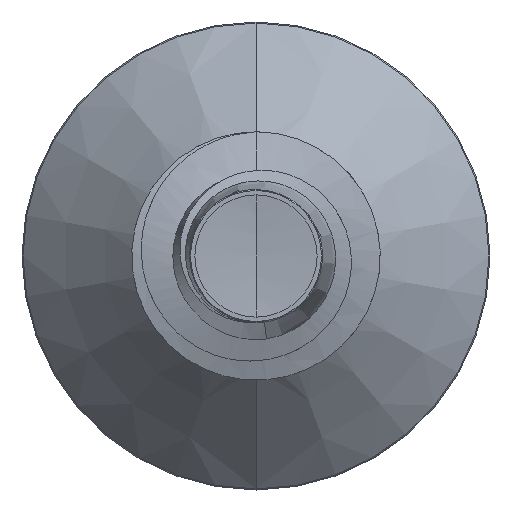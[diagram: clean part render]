
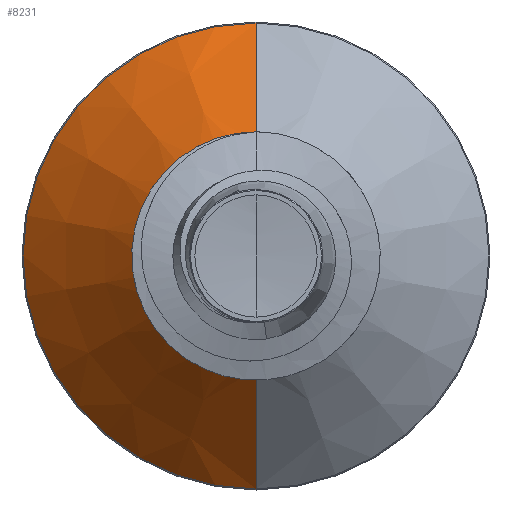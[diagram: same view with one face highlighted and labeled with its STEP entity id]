
A CAD part, front view. The second image highlights one B-rep face of the part: STEP entity #8231.
In plain terms, the highlighted conical face has half-angle 45 degrees and reference radius 2.744 mm.
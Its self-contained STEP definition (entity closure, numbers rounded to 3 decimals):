
#17 = AXIS2_PLACEMENT_3D ( 'NONE', #6897, #6783, #6836 ) ;
#226 = VECTOR ( 'NONE', #10846, 1000. ) ;
#656 = CIRCLE ( 'NONE', #6922, 5.624 ) ;
#770 = CARTESIAN_POINT ( 'NONE',  ( 0., 5.245, -2.745 ) ) ;
#800 = VERTEX_POINT ( 'NONE', #4927 ) ;
#1480 = ORIENTED_EDGE ( 'NONE', *, *, #2022, .T. ) ;
#2022 = EDGE_CURVE ( 'NONE', #6174, #9423, #7029, .T. ) ;
#2447 = DIRECTION ( 'NONE',  ( 0., 0.707, -0.707 ) ) ;
#2724 = CARTESIAN_POINT ( 'NONE',  ( 0., 5.245, -2.745 ) ) ;
#2803 = ORIENTED_EDGE ( 'NONE', *, *, #8475, .F. ) ;
#2858 = CARTESIAN_POINT ( 'NONE',  ( 0., 5.245, 0. ) ) ;
#2937 = DIRECTION ( 'NONE',  ( 0., 0., 1. ) ) ;
#2952 = DIRECTION ( 'NONE',  ( 0., 1., 0. ) ) ;
#3013 = EDGE_LOOP ( 'NONE', ( #7627, #1480, #9311, #2803 ) ) ;
#3033 = DIRECTION ( 'NONE',  ( 0., 0., 1. ) ) ;
#3053 = DIRECTION ( 'NONE',  ( 0., 1., 0. ) ) ;
#3068 = CARTESIAN_POINT ( 'NONE',  ( 0., 8.124, 0. ) ) ;
#4927 = CARTESIAN_POINT ( 'NONE',  ( 0., 8.124, 5.624 ) ) ;
#6174 = VERTEX_POINT ( 'NONE', #770 ) ;
#6783 = DIRECTION ( 'NONE',  ( 0., 1., 0. ) ) ;
#6836 = DIRECTION ( 'NONE',  ( 0., 0., 1. ) ) ;
#6897 = CARTESIAN_POINT ( 'NONE',  ( 0., 5.245, 0. ) ) ;
#6922 = AXIS2_PLACEMENT_3D ( 'NONE', #3068, #3053, #3033 ) ;
#6979 = AXIS2_PLACEMENT_3D ( 'NONE', #2858, #2952, #2937 ) ;
#7007 = CONICAL_SURFACE ( 'NONE', #17, 2.745, 0.785 ) ;
#7029 = CIRCLE ( 'NONE', #6979, 2.745 ) ;
#7037 = CARTESIAN_POINT ( 'NONE',  ( 0., 5.245, 2.745 ) ) ;
#7627 = ORIENTED_EDGE ( 'NONE', *, *, #8637, .F. ) ;
#7721 = EDGE_CURVE ( 'NONE', #9423, #800, #8405, .T. ) ;
#8231 = ADVANCED_FACE ( 'NONE', ( #9231 ), #7007, .T. ) ;
#8401 = CARTESIAN_POINT ( 'NONE',  ( 0., 8.124, -5.624 ) ) ;
#8405 = LINE ( 'NONE', #10834, #226 ) ;
#8475 = EDGE_CURVE ( 'NONE', #9706, #800, #656, .T. ) ;
#8637 = EDGE_CURVE ( 'NONE', #6174, #9706, #10826, .T. ) ;
#9231 = FACE_OUTER_BOUND ( 'NONE', #3013, .T. ) ;
#9311 = ORIENTED_EDGE ( 'NONE', *, *, #7721, .T. ) ;
#9423 = VERTEX_POINT ( 'NONE', #7037 ) ;
#9606 = VECTOR ( 'NONE', #2447, 1000. ) ;
#9706 = VERTEX_POINT ( 'NONE', #8401 ) ;
#10826 = LINE ( 'NONE', #2724, #9606 ) ;
#10834 = CARTESIAN_POINT ( 'NONE',  ( 0., 5.245, 2.745 ) ) ;
#10846 = DIRECTION ( 'NONE',  ( 0., 0.707, 0.707 ) ) ;
